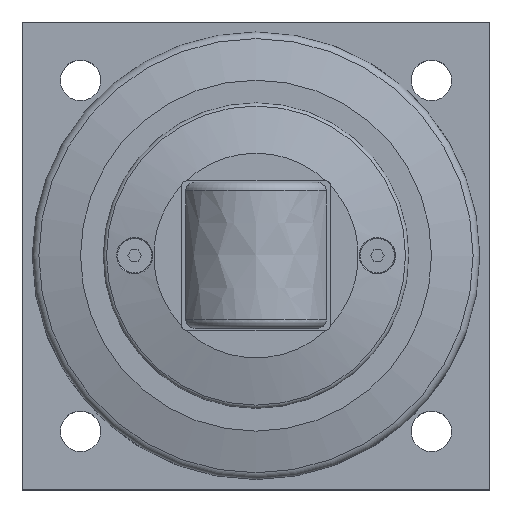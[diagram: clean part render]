
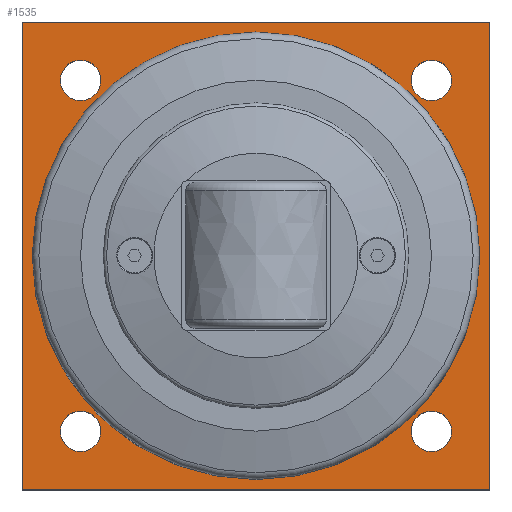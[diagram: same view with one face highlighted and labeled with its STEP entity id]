
A CAD part, top view. The second image highlights one B-rep face of the part: STEP entity #1535.
In plain terms, the highlighted planar face has unit normal (0, 0, 1).
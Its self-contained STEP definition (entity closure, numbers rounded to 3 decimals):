
#77=FACE_BOUND('',#333,.T.);
#78=FACE_BOUND('',#334,.T.);
#79=FACE_BOUND('',#335,.T.);
#80=FACE_BOUND('',#336,.T.);
#81=FACE_BOUND('',#337,.T.);
#162=CIRCLE('',#1715,51.);
#163=CIRCLE('',#1717,6.918);
#164=CIRCLE('',#1718,6.918);
#165=CIRCLE('',#1719,6.918);
#166=CIRCLE('',#1720,6.918);
#167=CIRCLE('',#1721,6.918);
#168=CIRCLE('',#1722,6.918);
#169=CIRCLE('',#1723,6.918);
#170=CIRCLE('',#1724,6.918);
#241=FACE_OUTER_BOUND('',#332,.T.);
#332=EDGE_LOOP('',(#1323,#1324,#1325,#1326));
#333=EDGE_LOOP('',(#1327));
#334=EDGE_LOOP('',(#1328,#1329));
#335=EDGE_LOOP('',(#1330,#1331));
#336=EDGE_LOOP('',(#1332,#1333));
#337=EDGE_LOOP('',(#1334,#1335));
#443=LINE('',#2776,#560);
#444=LINE('',#2778,#561);
#445=LINE('',#2780,#562);
#446=LINE('',#2781,#563);
#560=VECTOR('',#2119,10.);
#561=VECTOR('',#2120,10.);
#562=VECTOR('',#2121,10.);
#563=VECTOR('',#2122,10.);
#714=VERTEX_POINT('',#2770);
#715=VERTEX_POINT('',#2774);
#716=VERTEX_POINT('',#2775);
#717=VERTEX_POINT('',#2777);
#718=VERTEX_POINT('',#2779);
#719=VERTEX_POINT('',#2782);
#720=VERTEX_POINT('',#2783);
#721=VERTEX_POINT('',#2786);
#722=VERTEX_POINT('',#2787);
#723=VERTEX_POINT('',#2790);
#724=VERTEX_POINT('',#2791);
#725=VERTEX_POINT('',#2794);
#726=VERTEX_POINT('',#2795);
#924=EDGE_CURVE('',#714,#714,#162,.T.);
#925=EDGE_CURVE('',#715,#716,#443,.T.);
#926=EDGE_CURVE('',#717,#715,#444,.T.);
#927=EDGE_CURVE('',#718,#717,#445,.T.);
#928=EDGE_CURVE('',#716,#718,#446,.T.);
#929=EDGE_CURVE('',#719,#720,#163,.T.);
#930=EDGE_CURVE('',#720,#719,#164,.T.);
#931=EDGE_CURVE('',#721,#722,#165,.T.);
#932=EDGE_CURVE('',#722,#721,#166,.T.);
#933=EDGE_CURVE('',#723,#724,#167,.T.);
#934=EDGE_CURVE('',#724,#723,#168,.T.);
#935=EDGE_CURVE('',#725,#726,#169,.T.);
#936=EDGE_CURVE('',#726,#725,#170,.T.);
#1323=ORIENTED_EDGE('',*,*,#925,.F.);
#1324=ORIENTED_EDGE('',*,*,#926,.F.);
#1325=ORIENTED_EDGE('',*,*,#927,.F.);
#1326=ORIENTED_EDGE('',*,*,#928,.F.);
#1327=ORIENTED_EDGE('',*,*,#924,.T.);
#1328=ORIENTED_EDGE('',*,*,#929,.T.);
#1329=ORIENTED_EDGE('',*,*,#930,.T.);
#1330=ORIENTED_EDGE('',*,*,#931,.T.);
#1331=ORIENTED_EDGE('',*,*,#932,.T.);
#1332=ORIENTED_EDGE('',*,*,#933,.T.);
#1333=ORIENTED_EDGE('',*,*,#934,.T.);
#1334=ORIENTED_EDGE('',*,*,#935,.T.);
#1335=ORIENTED_EDGE('',*,*,#936,.T.);
#1457=PLANE('',#1716);
#1535=ADVANCED_FACE('',(#241,#77,#78,#79,#80,#81),#1457,.T.);
#1715=AXIS2_PLACEMENT_3D('',#2772,#2115,#2116);
#1716=AXIS2_PLACEMENT_3D('',#2773,#2117,#2118);
#1717=AXIS2_PLACEMENT_3D('',#2784,#2123,#2124);
#1718=AXIS2_PLACEMENT_3D('',#2785,#2125,#2126);
#1719=AXIS2_PLACEMENT_3D('',#2788,#2127,#2128);
#1720=AXIS2_PLACEMENT_3D('',#2789,#2129,#2130);
#1721=AXIS2_PLACEMENT_3D('',#2792,#2131,#2132);
#1722=AXIS2_PLACEMENT_3D('',#2793,#2133,#2134);
#1723=AXIS2_PLACEMENT_3D('',#2796,#2135,#2136);
#1724=AXIS2_PLACEMENT_3D('',#2797,#2137,#2138);
#2115=DIRECTION('center_axis',(0.,0.,-1.));
#2116=DIRECTION('ref_axis',(-1.,0.,0.));
#2117=DIRECTION('center_axis',(0.,0.,1.));
#2118=DIRECTION('ref_axis',(1.,0.,0.));
#2119=DIRECTION('',(0.,1.,0.));
#2120=DIRECTION('',(-1.,0.,0.));
#2121=DIRECTION('',(0.,-1.,0.));
#2122=DIRECTION('',(1.,0.,0.));
#2123=DIRECTION('center_axis',(0.,0.,-1.));
#2124=DIRECTION('ref_axis',(1.,0.,0.));
#2125=DIRECTION('center_axis',(0.,0.,-1.));
#2126=DIRECTION('ref_axis',(1.,0.,0.));
#2127=DIRECTION('center_axis',(0.,0.,-1.));
#2128=DIRECTION('ref_axis',(1.,0.,0.));
#2129=DIRECTION('center_axis',(0.,0.,-1.));
#2130=DIRECTION('ref_axis',(1.,0.,0.));
#2131=DIRECTION('center_axis',(0.,0.,-1.));
#2132=DIRECTION('ref_axis',(1.,0.,0.));
#2133=DIRECTION('center_axis',(0.,0.,-1.));
#2134=DIRECTION('ref_axis',(1.,0.,0.));
#2135=DIRECTION('center_axis',(0.,0.,-1.));
#2136=DIRECTION('ref_axis',(1.,0.,0.));
#2137=DIRECTION('center_axis',(0.,0.,-1.));
#2138=DIRECTION('ref_axis',(1.,0.,0.));
#2770=CARTESIAN_POINT('',(131.,80.,25.));
#2772=CARTESIAN_POINT('Origin',(80.,80.,25.));
#2773=CARTESIAN_POINT('Origin',(80.,80.,25.));
#2774=CARTESIAN_POINT('',(0.,0.,25.));
#2775=CARTESIAN_POINT('',(0.,160.,25.));
#2776=CARTESIAN_POINT('',(0.,160.,25.));
#2777=CARTESIAN_POINT('',(160.,0.,25.));
#2778=CARTESIAN_POINT('',(0.,0.,25.));
#2779=CARTESIAN_POINT('',(160.,160.,25.));
#2780=CARTESIAN_POINT('',(160.,0.,25.));
#2781=CARTESIAN_POINT('',(160.,160.,25.));
#2782=CARTESIAN_POINT('',(26.917,140.,25.));
#2783=CARTESIAN_POINT('',(13.082,140.,25.));
#2784=CARTESIAN_POINT('Origin',(20.,140.,25.));
#2785=CARTESIAN_POINT('Origin',(20.,140.,25.));
#2786=CARTESIAN_POINT('',(146.918,140.,25.));
#2787=CARTESIAN_POINT('',(133.083,140.,25.));
#2788=CARTESIAN_POINT('Origin',(140.,140.,25.));
#2789=CARTESIAN_POINT('Origin',(140.,140.,25.));
#2790=CARTESIAN_POINT('',(146.918,20.,25.));
#2791=CARTESIAN_POINT('',(133.083,20.,25.));
#2792=CARTESIAN_POINT('Origin',(140.,20.,25.));
#2793=CARTESIAN_POINT('Origin',(140.,20.,25.));
#2794=CARTESIAN_POINT('',(26.917,20.,25.));
#2795=CARTESIAN_POINT('',(13.082,20.,25.));
#2796=CARTESIAN_POINT('Origin',(20.,20.,25.));
#2797=CARTESIAN_POINT('Origin',(20.,20.,25.));
